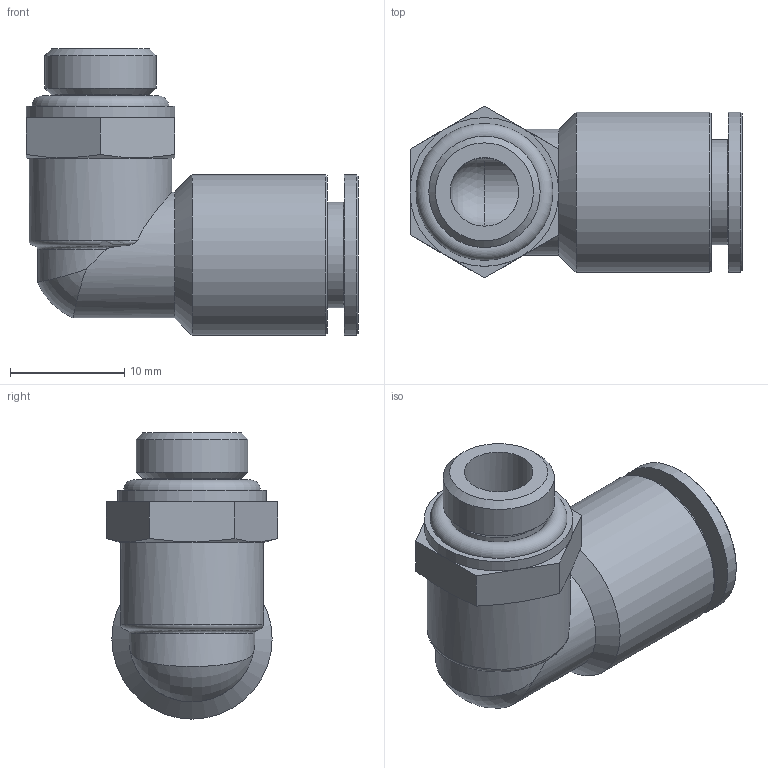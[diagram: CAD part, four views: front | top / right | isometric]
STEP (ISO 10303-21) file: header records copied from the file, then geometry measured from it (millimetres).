
FILE_DESCRIPTION(/* description */ ('STEP AP214'),/* implementation_level */ '2;1');
FILE_NAME(/* name */ '558710_NPQM-L-G18-Q8-P10',/* time_stamp */ '2024-09-13T06:29:33+02:00',/* author */ ('License CC BY-ND 4.0'),/* organization */ ('CADENAS'),/* preprocessor_version */ 'ST-DEVELOPER v19.3',/* originating_system */ 'PARTsolutions',/* authorisation */ ' ');
FILE_SCHEMA (('AUTOMOTIVE_DESIGN {1 0 10303 214 3 1 1}'));
Length unit declared in the file: millimetre
Products named in the file (1): 558710 NPQM-L-G18-Q8-P10
Bounding box: 29 x 15.01 x 25 mm (x, y, z)
Volume: 3402.8 mm3; surface area: 2885.6 mm2
Topology: 1 solids, 1 shells, 43 faces, 95 edges, 57 vertices
Faces by surface type: plane 18, cylinder 12, cone 8, torus 4, sphere 1
Full cylindrical faces by diameter (mm): 6 x2, 8 x1, 8.566 x1, 9.2 x1, 9.728 x1, 11 x1, 12.5 x1, 13 x1, 14 x2
Entity records: 1095 total; most frequent: CARTESIAN_POINT 235, DIRECTION 180, ORIENTED_EDGE 136, AXIS2_PLACEMENT_3D 81, EDGE_LOOP 69, FACE_BOUND 69, EDGE_CURVE 68, VERTEX_POINT 51
